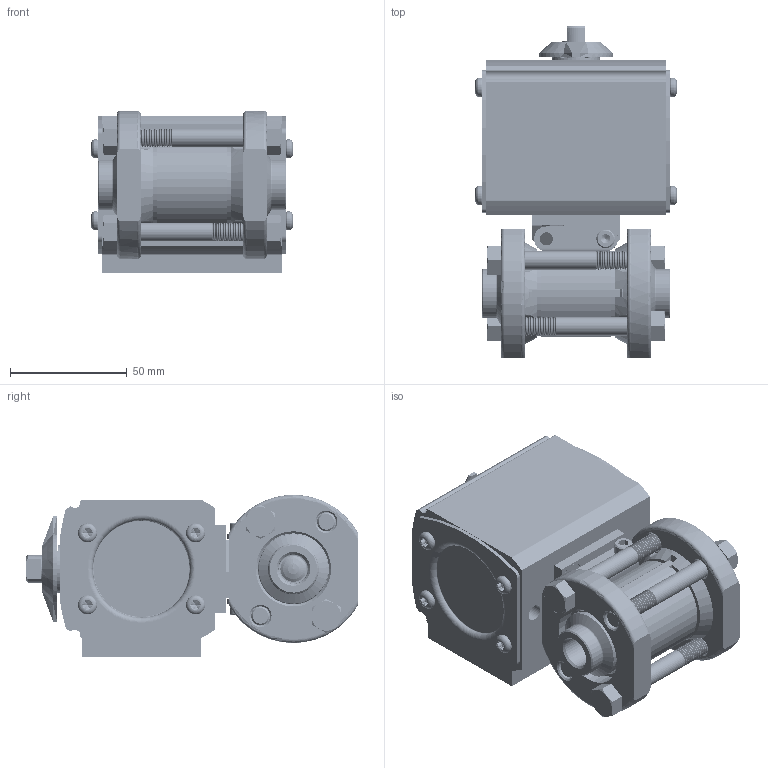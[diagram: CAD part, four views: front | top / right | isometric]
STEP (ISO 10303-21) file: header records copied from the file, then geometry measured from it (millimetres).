
FILE_DESCRIPTION (( 'STEP AP203' ), '1' );
FILE_NAME ('25XXTSWSA512D.step', '2018-09-04T19:37:47', ( '' ), ( '' ), 'SwSTEP 2.0', 'SolidWorks 2018', '' );
FILE_SCHEMA (( 'CONFIG_CONTROL_DESIGN' ));
Products named in the file (1): 25XXTSWSA512D
Bounding box: 86.49 x 142.33 x 69.6 mm (x, y, z)
Volume: 355223.7 mm3; surface area: 138030.8 mm2
Topology: 36 solids, 36 shells, 2981 faces, 8139 edges, 5249 vertices
Faces by surface type: cylinder 1443, cone 872, plane 466, torus 124, bspline 74, sphere 2
Entity records: 124577 total; most frequent: CARTESIAN_POINT 52199, ORIENTED_EDGE 16026, DIRECTION 14821, EDGE_CURVE 8013, AXIS2_PLACEMENT_3D 5956, VERTEX_POINT 5245, EDGE_LOOP 3220, CIRCLE 3048
